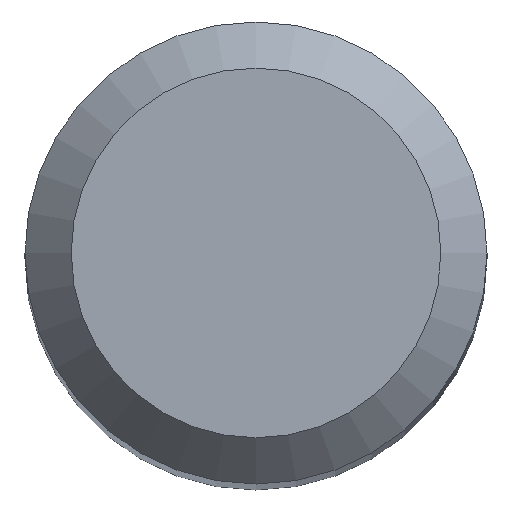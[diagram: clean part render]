
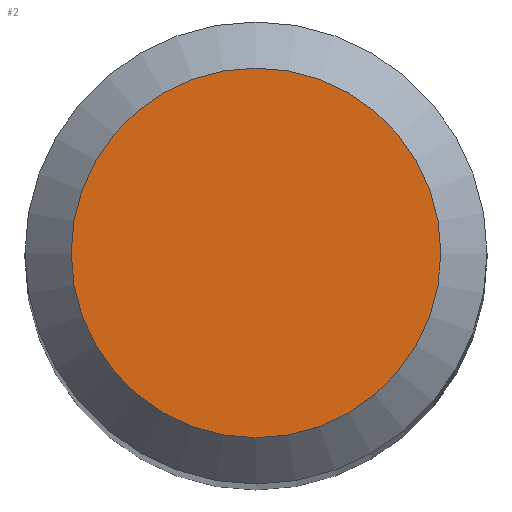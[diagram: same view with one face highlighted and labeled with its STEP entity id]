
A CAD part, top view. The second image highlights one B-rep face of the part: STEP entity #2.
In plain terms, the highlighted planar face has unit normal (0, 0, 1).
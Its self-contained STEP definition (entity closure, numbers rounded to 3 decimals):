
#2 = ADVANCED_FACE ( 'NONE', ( #51 ), #114, .F. ) ;
#5 = DIRECTION ( 'NONE',  ( 0., 1., 0. ) ) ;
#30 = DIRECTION ( 'NONE',  ( 0., 1., 0. ) ) ;
#45 = VERTEX_POINT ( 'NONE', #96 ) ;
#49 = DIRECTION ( 'NONE',  ( 0., 0., -1. ) ) ;
#51 = FACE_OUTER_BOUND ( 'NONE', #56, .T. ) ;
#54 = CIRCLE ( 'NONE', #220, 1.6 ) ;
#56 = EDGE_LOOP ( 'NONE', ( #93 ) ) ;
#79 = CARTESIAN_POINT ( 'NONE',  ( 0., 0., 35. ) ) ;
#87 = AXIS2_PLACEMENT_3D ( 'NONE', #79, #119, #30 ) ;
#93 = ORIENTED_EDGE ( 'NONE', *, *, #189, .F. ) ;
#96 = CARTESIAN_POINT ( 'NONE',  ( 0., 1.6, 35. ) ) ;
#114 = PLANE ( 'NONE',  #87 ) ;
#119 = DIRECTION ( 'NONE',  ( 0., 0., -1. ) ) ;
#189 = EDGE_CURVE ( 'NONE', #45, #45, #54, .T. ) ;
#218 = CARTESIAN_POINT ( 'NONE',  ( 0., 0., 35. ) ) ;
#220 = AXIS2_PLACEMENT_3D ( 'NONE', #218, #49, #5 ) ;
